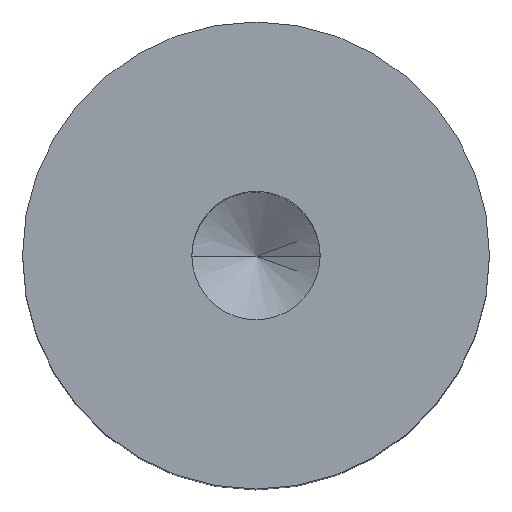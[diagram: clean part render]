
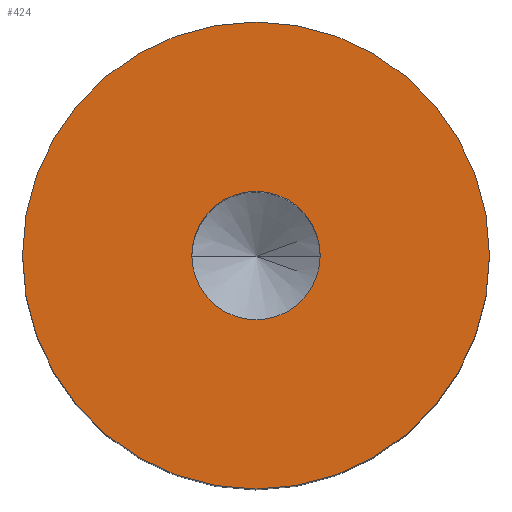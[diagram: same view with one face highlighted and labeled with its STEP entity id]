
A CAD part, top view. The second image highlights one B-rep face of the part: STEP entity #424.
In plain terms, the highlighted planar face has unit normal (0, 0, 1).
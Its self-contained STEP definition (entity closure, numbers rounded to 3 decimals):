
#9 = DIRECTION ( 'NONE',  ( 0., 0., 1. ) ) ;
#31 = EDGE_LOOP ( 'NONE', ( #450, #456 ) ) ;
#35 = EDGE_CURVE ( 'NONE', #82, #512, #139, .T. ) ;
#43 = AXIS2_PLACEMENT_3D ( 'NONE', #148, #303, #111 ) ;
#49 = DIRECTION ( 'NONE',  ( 1., 0., 0. ) ) ;
#57 = EDGE_CURVE ( 'NONE', #312, #59, #347, .T. ) ;
#59 = VERTEX_POINT ( 'NONE', #128 ) ;
#67 = DIRECTION ( 'NONE',  ( 1., 0., 0. ) ) ;
#82 = VERTEX_POINT ( 'NONE', #452 ) ;
#111 = DIRECTION ( 'NONE',  ( 1., 0., 0. ) ) ;
#128 = CARTESIAN_POINT ( 'NONE',  ( 1.65, 0., 0. ) ) ;
#139 = CIRCLE ( 'NONE', #144, 6. ) ;
#144 = AXIS2_PLACEMENT_3D ( 'NONE', #324, #449, #365 ) ;
#148 = CARTESIAN_POINT ( 'NONE',  ( 0., 0., 0. ) ) ;
#151 = CARTESIAN_POINT ( 'NONE',  ( 0., 0., 0. ) ) ;
#174 = AXIS2_PLACEMENT_3D ( 'NONE', #291, #220, #369 ) ;
#190 = EDGE_CURVE ( 'NONE', #512, #82, #495, .T. ) ;
#220 = DIRECTION ( 'NONE',  ( 0., 0., 1. ) ) ;
#233 = DIRECTION ( 'NONE',  ( 0., 0., 1. ) ) ;
#253 = EDGE_LOOP ( 'NONE', ( #265, #428 ) ) ;
#265 = ORIENTED_EDGE ( 'NONE', *, *, #385, .F. ) ;
#269 = CARTESIAN_POINT ( 'NONE',  ( -1.65, 0., 0. ) ) ;
#291 = CARTESIAN_POINT ( 'NONE',  ( 0., 0., 0. ) ) ;
#303 = DIRECTION ( 'NONE',  ( 0., 0., 1. ) ) ;
#312 = VERTEX_POINT ( 'NONE', #269 ) ;
#317 = AXIS2_PLACEMENT_3D ( 'NONE', #402, #9, #49 ) ;
#324 = CARTESIAN_POINT ( 'NONE',  ( 0., 0., 0. ) ) ;
#328 = FACE_OUTER_BOUND ( 'NONE', #31, .T. ) ;
#336 = AXIS2_PLACEMENT_3D ( 'NONE', #151, #233, #67 ) ;
#347 = CIRCLE ( 'NONE', #317, 1.65 ) ;
#362 = CARTESIAN_POINT ( 'NONE',  ( -6., 0., 0. ) ) ;
#365 = DIRECTION ( 'NONE',  ( 1., 0., 0. ) ) ;
#369 = DIRECTION ( 'NONE',  ( 1., 0., 0. ) ) ;
#385 = EDGE_CURVE ( 'NONE', #59, #312, #503, .T. ) ;
#402 = CARTESIAN_POINT ( 'NONE',  ( 0., 0., 0. ) ) ;
#410 = FACE_BOUND ( 'NONE', #253, .T. ) ;
#424 = ADVANCED_FACE ( 'NONE', ( #410, #328 ), #518, .T. ) ;
#428 = ORIENTED_EDGE ( 'NONE', *, *, #57, .F. ) ;
#449 = DIRECTION ( 'NONE',  ( 0., 0., 1. ) ) ;
#450 = ORIENTED_EDGE ( 'NONE', *, *, #35, .T. ) ;
#452 = CARTESIAN_POINT ( 'NONE',  ( 6., 0., 0. ) ) ;
#456 = ORIENTED_EDGE ( 'NONE', *, *, #190, .T. ) ;
#495 = CIRCLE ( 'NONE', #174, 6. ) ;
#503 = CIRCLE ( 'NONE', #43, 1.65 ) ;
#512 = VERTEX_POINT ( 'NONE', #362 ) ;
#518 = PLANE ( 'NONE',  #336 ) ;
